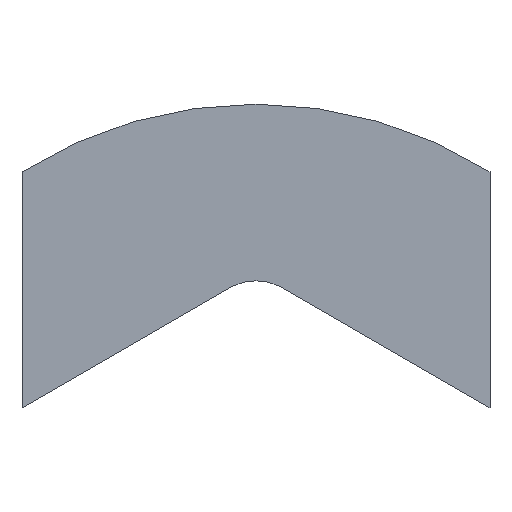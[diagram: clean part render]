
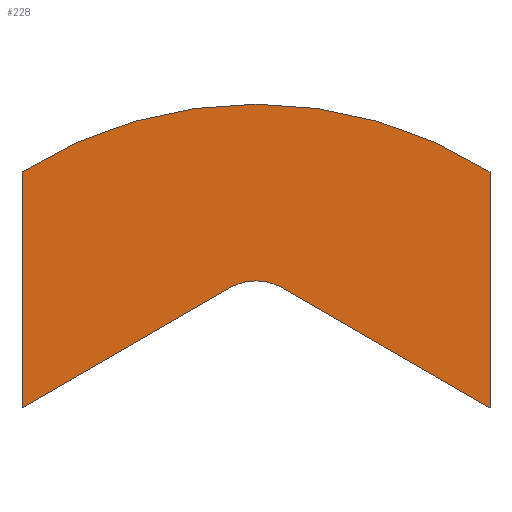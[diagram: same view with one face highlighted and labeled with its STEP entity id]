
A CAD part, front view. The second image highlights one B-rep face of the part: STEP entity #228.
In plain terms, the highlighted planar face has unit normal (0, -1, 0).
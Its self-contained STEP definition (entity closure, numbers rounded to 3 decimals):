
#42=CARTESIAN_POINT('',(-8.,5.77,9.619));
#43=VERTEX_POINT('',#42);
#50=CARTESIAN_POINT('',(-8.,5.77,17.689));
#51=VERTEX_POINT('',#50);
#52=CARTESIAN_POINT('',(-8.,5.77,9.619));
#53=DIRECTION('',(0.,0.,1.));
#54=VECTOR('',#53,8.07);
#55=LINE('',#52,#54);
#56=EDGE_CURVE('',#43,#51,#55,.T.);
#74=CARTESIAN_POINT('',(-0.,5.77,20.));
#75=VERTEX_POINT('',#74);
#82=CARTESIAN_POINT('',(8.,5.77,17.689));
#83=VERTEX_POINT('',#82);
#84=CARTESIAN_POINT('',(-0.,5.77,5.));
#85=DIRECTION('',(0.,1.,0.));
#86=DIRECTION('',(0.,-0.,1.));
#87=AXIS2_PLACEMENT_3D('',#84,#85,#86);
#88=CIRCLE('',#87,15.);
#89=EDGE_CURVE('',#75,#83,#88,.T.);
#123=CARTESIAN_POINT('',(8.,5.77,9.619));
#124=VERTEX_POINT('',#123);
#125=CARTESIAN_POINT('',(8.,5.77,9.619));
#126=DIRECTION('',(0.,0.,1.));
#127=VECTOR('',#126,8.07);
#128=LINE('',#125,#127);
#129=EDGE_CURVE('',#124,#83,#128,.T.);
#145=CARTESIAN_POINT('',(0.9,5.77,13.718));
#146=VERTEX_POINT('',#145);
#147=CARTESIAN_POINT('',(0.9,5.77,13.718));
#148=DIRECTION('',(0.866,0.,-0.5));
#149=VECTOR('',#148,8.198);
#150=LINE('',#147,#149);
#151=EDGE_CURVE('',#146,#124,#150,.T.);
#184=CARTESIAN_POINT('',(-0.9,5.77,13.718));
#185=VERTEX_POINT('',#184);
#192=CARTESIAN_POINT('',(-8.,5.77,9.619));
#193=DIRECTION('',(0.866,0.,0.5));
#194=VECTOR('',#193,8.198);
#195=LINE('',#192,#194);
#196=EDGE_CURVE('',#43,#185,#195,.T.);
#202=CARTESIAN_POINT('',(0.,5.77,0.));
#203=DIRECTION('',(0.,1.,0.));
#204=DIRECTION('',(-1.,0.,0.));
#205=AXIS2_PLACEMENT_3D('',#202,#203,#204);
#206=PLANE('',#205);
#207=ORIENTED_EDGE('',*,*,#56,.F.);
#208=ORIENTED_EDGE('',*,*,#196,.T.);
#209=CARTESIAN_POINT('',(0.,5.77,12.159));
#210=DIRECTION('',(0.,1.,0.));
#211=DIRECTION('',(0.,-0.,1.));
#212=AXIS2_PLACEMENT_3D('',#209,#210,#211);
#213=CIRCLE('',#212,1.8);
#214=EDGE_CURVE('',#185,#146,#213,.T.);
#215=ORIENTED_EDGE('',*,*,#214,.T.);
#216=ORIENTED_EDGE('',*,*,#151,.T.);
#217=ORIENTED_EDGE('',*,*,#129,.T.);
#218=ORIENTED_EDGE('',*,*,#89,.F.);
#219=CARTESIAN_POINT('',(-0.,5.77,5.));
#220=DIRECTION('',(0.,1.,0.));
#221=DIRECTION('',(0.,-0.,1.));
#222=AXIS2_PLACEMENT_3D('',#219,#220,#221);
#223=CIRCLE('',#222,15.);
#224=EDGE_CURVE('',#51,#75,#223,.T.);
#225=ORIENTED_EDGE('',*,*,#224,.F.);
#226=EDGE_LOOP('',(#207,#208,#215,#216,#217,#218,#225));
#227=FACE_BOUND('',#226,.T.);
#228=ADVANCED_FACE('',(#227),#206,.F.);
